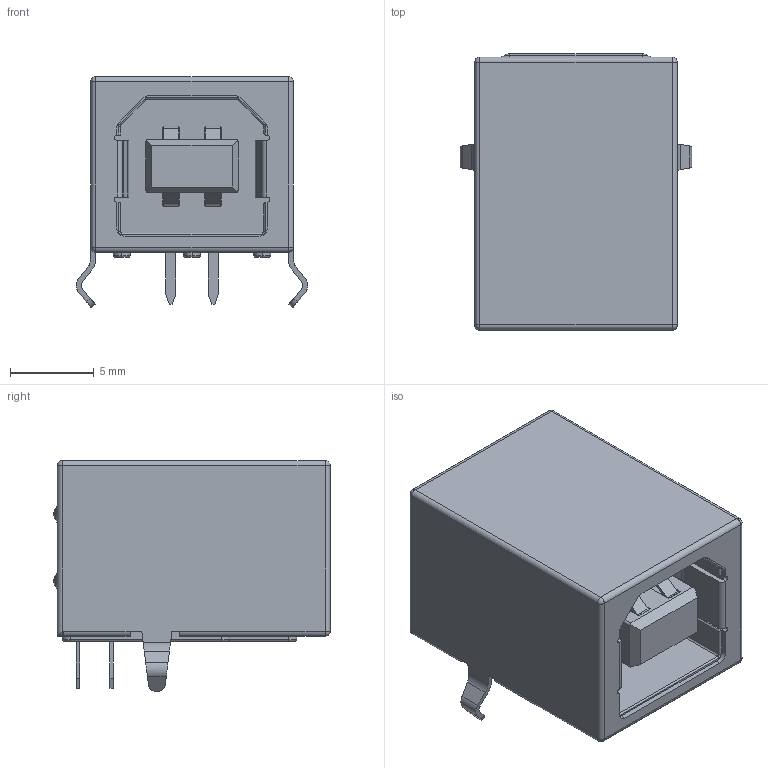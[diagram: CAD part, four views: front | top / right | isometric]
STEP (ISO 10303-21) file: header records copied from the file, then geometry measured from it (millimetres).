
FILE_DESCRIPTION(('STEP AP214'),'1');
FILE_NAME('USB-B_TH_USB-B-FEMALE-90.stp','2025-02-16T19:58:08',(' '),(' '),'Spatial InterOp 3D',' ',' ');
FILE_SCHEMA(('AUTOMOTIVE_DESIGN { 1 0 10303 214 1 1 1 1 }'));
Length unit declared in the file: metre
Products named in the file (1): ____7
Bounding box: 13.82 x 16.5 x 13.8 mm (x, y, z)
Volume: 1588.7 mm3; surface area: 1756.9 mm2
Topology: 1 solids, 1 shells, 381 faces, 1015 edges, 642 vertices
Faces by surface type: plane 224, cylinder 125, torus 26, sphere 6
Entity records: 13772 total; most frequent: CARTESIAN_POINT 2078, DIRECTION 2045, ORIENTED_EDGE 2018, EDGE_CURVE 1009, LINE 707, VECTOR 707, AXIS2_PLACEMENT_3D 669, VERTEX_POINT 642
